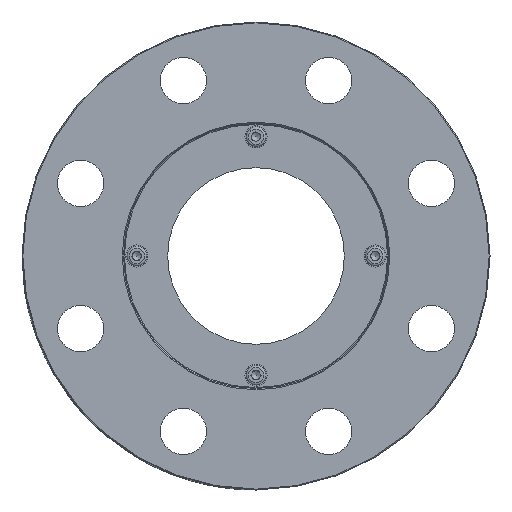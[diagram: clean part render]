
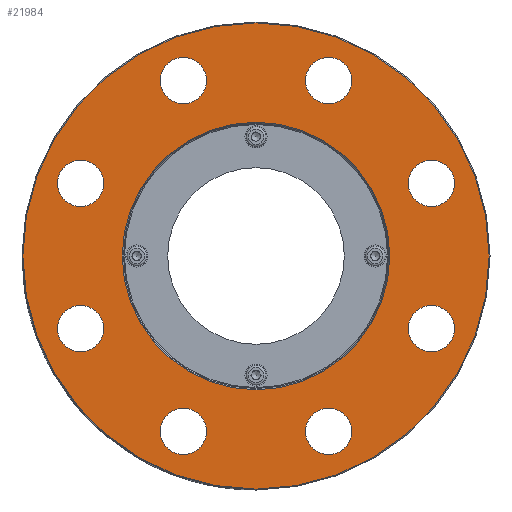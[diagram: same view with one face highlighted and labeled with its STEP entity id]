
A CAD part, left-side view. The second image highlights one B-rep face of the part: STEP entity #21984.
In plain terms, the highlighted planar face has unit normal (-1, 0, 0).
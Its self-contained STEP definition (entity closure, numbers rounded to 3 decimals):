
#79 = ORIENTED_EDGE ( 'NONE', *, *, #31270, .T. ) ;
#557 = CARTESIAN_POINT ( 'NONE',  ( 0., 16.455, -39.727 ) ) ;
#770 = DIRECTION ( 'NONE',  ( 0., 0., -1. ) ) ;
#1640 = AXIS2_PLACEMENT_3D ( 'NONE', #34706, #12764, #22643 ) ;
#2342 = DIRECTION ( 'NONE',  ( 1., 0., 0. ) ) ;
#2401 = CARTESIAN_POINT ( 'NONE',  ( 0., 39.727, 16.455 ) ) ;
#3576 = EDGE_CURVE ( 'NONE', #29980, #29980, #30270, .T. ) ;
#3967 = CARTESIAN_POINT ( 'NONE',  ( 0., 16.455, 39.727 ) ) ;
#4347 = CARTESIAN_POINT ( 'NONE',  ( 0., 0., -52.8 ) ) ;
#5413 = FACE_BOUND ( 'NONE', #5861, .T. ) ;
#5626 = FACE_BOUND ( 'NONE', #12133, .T. ) ;
#5861 = EDGE_LOOP ( 'NONE', ( #36247 ) ) ;
#6214 = CIRCLE ( 'NONE', #1640, 5.25 ) ;
#6281 = DIRECTION ( 'NONE',  ( 1., 0., 0. ) ) ;
#6539 = CARTESIAN_POINT ( 'NONE',  ( 0., 16.455, -44.977 ) ) ;
#6867 = CARTESIAN_POINT ( 'NONE',  ( 0., 39.727, -16.455 ) ) ;
#6953 = VERTEX_POINT ( 'NONE', #6539 ) ;
#7516 = DIRECTION ( 'NONE',  ( -1., 0., 0. ) ) ;
#8514 = FACE_BOUND ( 'NONE', #37247, .T. ) ;
#8567 = CARTESIAN_POINT ( 'NONE',  ( 0., -16.455, -44.977 ) ) ;
#8640 = VERTEX_POINT ( 'NONE', #24817 ) ;
#8918 = FACE_BOUND ( 'NONE', #27825, .T. ) ;
#9544 = AXIS2_PLACEMENT_3D ( 'NONE', #12720, #25227, #9837 ) ;
#9630 = CARTESIAN_POINT ( 'NONE',  ( 0., -39.727, -21.705 ) ) ;
#9830 = VERTEX_POINT ( 'NONE', #34649 ) ;
#9837 = DIRECTION ( 'NONE',  ( 0., 0., -1. ) ) ;
#10152 = EDGE_CURVE ( 'NONE', #20974, #20974, #29751, .T. ) ;
#10728 = DIRECTION ( 'NONE',  ( 0., 0., 1. ) ) ;
#10875 = EDGE_CURVE ( 'NONE', #8640, #8640, #38289, .T. ) ;
#10960 = DIRECTION ( 'NONE',  ( 1., 0., 0. ) ) ;
#11160 = CARTESIAN_POINT ( 'NONE',  ( 0., -39.727, 16.455 ) ) ;
#11176 = AXIS2_PLACEMENT_3D ( 'NONE', #28025, #18635, #31123 ) ;
#11384 = FACE_BOUND ( 'NONE', #31823, .T. ) ;
#11835 = ORIENTED_EDGE ( 'NONE', *, *, #30679, .T. ) ;
#11908 = CARTESIAN_POINT ( 'NONE',  ( 0., -39.727, 11.205 ) ) ;
#11998 = ORIENTED_EDGE ( 'NONE', *, *, #30706, .T. ) ;
#12119 = EDGE_CURVE ( 'NONE', #21381, #21381, #6214, .T. ) ;
#12133 = EDGE_LOOP ( 'NONE', ( #26159 ) ) ;
#12720 = CARTESIAN_POINT ( 'NONE',  ( 0., -16.455, -39.727 ) ) ;
#12764 = DIRECTION ( 'NONE',  ( 1., 0., 0. ) ) ;
#15232 = AXIS2_PLACEMENT_3D ( 'NONE', #36408, #7516, #23531 ) ;
#16402 = CIRCLE ( 'NONE', #37317, 5.25 ) ;
#18635 = DIRECTION ( 'NONE',  ( 1., 0., 0. ) ) ;
#18843 = DIRECTION ( 'NONE',  ( 0., 0., -1. ) ) ;
#18899 = CARTESIAN_POINT ( 'NONE',  ( 0., 39.727, 11.205 ) ) ;
#19418 = DIRECTION ( 'NONE',  ( 0., 0., -1. ) ) ;
#19894 = ORIENTED_EDGE ( 'NONE', *, *, #38147, .T. ) ;
#19991 = DIRECTION ( 'NONE',  ( 1., 0., 0. ) ) ;
#20379 = AXIS2_PLACEMENT_3D ( 'NONE', #3967, #19991, #28978 ) ;
#20655 = FACE_BOUND ( 'NONE', #29388, .T. ) ;
#20968 = AXIS2_PLACEMENT_3D ( 'NONE', #26977, #2342, #30474 ) ;
#20974 = VERTEX_POINT ( 'NONE', #11908 ) ;
#21056 = AXIS2_PLACEMENT_3D ( 'NONE', #22467, #23663, #10728 ) ;
#21381 = VERTEX_POINT ( 'NONE', #24040 ) ;
#21461 = PLANE ( 'NONE',  #20968 ) ;
#21701 = VERTEX_POINT ( 'NONE', #8567 ) ;
#21817 = EDGE_LOOP ( 'NONE', ( #32083 ) ) ;
#21934 = DIRECTION ( 'NONE',  ( 1., 0., 0. ) ) ;
#21984 = ADVANCED_FACE ( 'NONE', ( #27179, #5413, #33740, #8918, #5626, #27779, #8514, #20655, #40288, #11384 ), #21461, .F. ) ;
#22467 = CARTESIAN_POINT ( 'NONE',  ( 0., 0., 0. ) ) ;
#22643 = DIRECTION ( 'NONE',  ( 0., 0., -1. ) ) ;
#23009 = CIRCLE ( 'NONE', #11176, 5.25 ) ;
#23531 = DIRECTION ( 'NONE',  ( 0., 0., -1. ) ) ;
#23663 = DIRECTION ( 'NONE',  ( -1., 0., 0. ) ) ;
#23916 = AXIS2_PLACEMENT_3D ( 'NONE', #6867, #25537, #19418 ) ;
#24040 = CARTESIAN_POINT ( 'NONE',  ( 0., -16.455, 34.477 ) ) ;
#24071 = ORIENTED_EDGE ( 'NONE', *, *, #12119, .T. ) ;
#24284 = CIRCLE ( 'NONE', #20379, 5.25 ) ;
#24573 = EDGE_LOOP ( 'NONE', ( #11835 ) ) ;
#24817 = CARTESIAN_POINT ( 'NONE',  ( 0., 39.727, -21.705 ) ) ;
#25227 = DIRECTION ( 'NONE',  ( 1., 0., 0. ) ) ;
#25419 = VERTEX_POINT ( 'NONE', #18899 ) ;
#25537 = DIRECTION ( 'NONE',  ( 1., 0., 0. ) ) ;
#25552 = ORIENTED_EDGE ( 'NONE', *, *, #3576, .T. ) ;
#26159 = ORIENTED_EDGE ( 'NONE', *, *, #10152, .T. ) ;
#26977 = CARTESIAN_POINT ( 'NONE',  ( 0., 53., 0. ) ) ;
#27179 = FACE_OUTER_BOUND ( 'NONE', #33183, .T. ) ;
#27238 = CIRCLE ( 'NONE', #9544, 5.25 ) ;
#27779 = FACE_BOUND ( 'NONE', #28021, .T. ) ;
#27825 = EDGE_LOOP ( 'NONE', ( #24071 ) ) ;
#28021 = EDGE_LOOP ( 'NONE', ( #11998 ) ) ;
#28025 = CARTESIAN_POINT ( 'NONE',  ( 0., -39.727, -16.455 ) ) ;
#28339 = EDGE_CURVE ( 'NONE', #25419, #25419, #16402, .T. ) ;
#28703 = VERTEX_POINT ( 'NONE', #35070 ) ;
#28978 = DIRECTION ( 'NONE',  ( 0., 0., -1. ) ) ;
#29388 = EDGE_LOOP ( 'NONE', ( #79 ) ) ;
#29512 = CIRCLE ( 'NONE', #21056, 30.289 ) ;
#29751 = CIRCLE ( 'NONE', #32386, 5.25 ) ;
#29980 = VERTEX_POINT ( 'NONE', #4347 ) ;
#30270 = CIRCLE ( 'NONE', #15232, 52.8 ) ;
#30474 = DIRECTION ( 'NONE',  ( 0., 0., -1. ) ) ;
#30679 = EDGE_CURVE ( 'NONE', #28703, #28703, #24284, .T. ) ;
#30706 = EDGE_CURVE ( 'NONE', #37920, #37920, #23009, .T. ) ;
#30710 = EDGE_CURVE ( 'NONE', #9830, #9830, #29512, .T. ) ;
#31123 = DIRECTION ( 'NONE',  ( 0., 0., -1. ) ) ;
#31270 = EDGE_CURVE ( 'NONE', #6953, #6953, #32865, .T. ) ;
#31823 = EDGE_LOOP ( 'NONE', ( #38053 ) ) ;
#32083 = ORIENTED_EDGE ( 'NONE', *, *, #10875, .T. ) ;
#32386 = AXIS2_PLACEMENT_3D ( 'NONE', #11160, #10960, #32927 ) ;
#32865 = CIRCLE ( 'NONE', #40032, 5.25 ) ;
#32927 = DIRECTION ( 'NONE',  ( 0., 0., -1. ) ) ;
#33183 = EDGE_LOOP ( 'NONE', ( #25552 ) ) ;
#33740 = FACE_BOUND ( 'NONE', #24573, .T. ) ;
#34649 = CARTESIAN_POINT ( 'NONE',  ( 0., 0., 30.289 ) ) ;
#34706 = CARTESIAN_POINT ( 'NONE',  ( 0., -16.455, 39.727 ) ) ;
#35070 = CARTESIAN_POINT ( 'NONE',  ( 0., 16.455, 34.477 ) ) ;
#36247 = ORIENTED_EDGE ( 'NONE', *, *, #28339, .T. ) ;
#36408 = CARTESIAN_POINT ( 'NONE',  ( 0., 0., 0. ) ) ;
#37247 = EDGE_LOOP ( 'NONE', ( #19894 ) ) ;
#37317 = AXIS2_PLACEMENT_3D ( 'NONE', #2401, #6281, #18843 ) ;
#37920 = VERTEX_POINT ( 'NONE', #9630 ) ;
#38053 = ORIENTED_EDGE ( 'NONE', *, *, #30710, .F. ) ;
#38147 = EDGE_CURVE ( 'NONE', #21701, #21701, #27238, .T. ) ;
#38289 = CIRCLE ( 'NONE', #23916, 5.25 ) ;
#40032 = AXIS2_PLACEMENT_3D ( 'NONE', #557, #21934, #770 ) ;
#40288 = FACE_BOUND ( 'NONE', #21817, .T. ) ;
